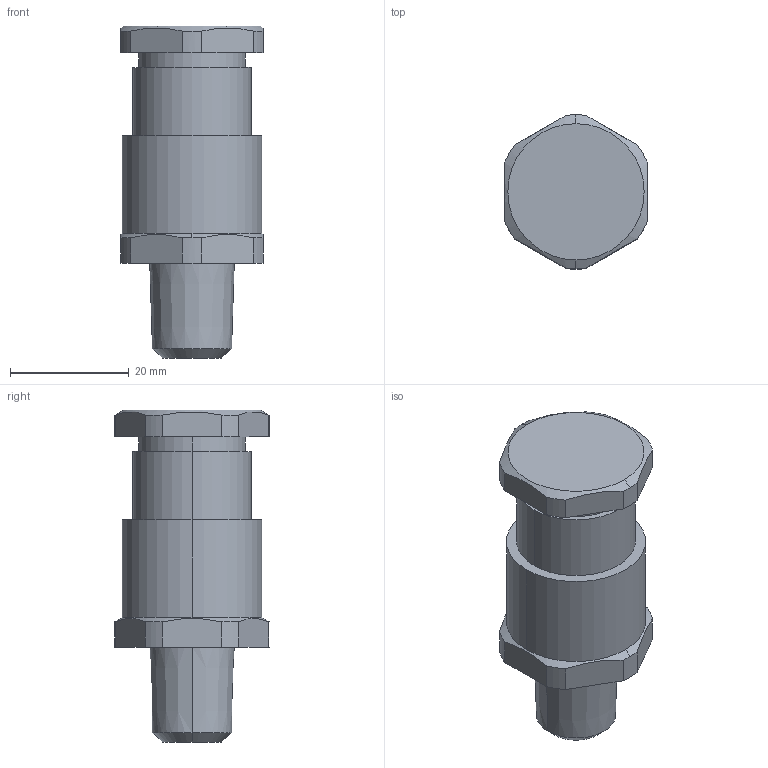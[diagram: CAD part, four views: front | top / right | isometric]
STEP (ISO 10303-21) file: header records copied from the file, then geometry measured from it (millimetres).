
FILE_DESCRIPTION (( 'STEP AP203' ), '1' );
FILE_NAME ('ﾊﾍﾂ02ﾍﾌ.STEP', '2021-05-26T14:02:34', ( '' ), ( '' ), 'SwSTEP 2.0', 'SolidWorks 2018', '' );
FILE_SCHEMA (( 'CONFIG_CONTROL_DESIGN' ));
Length unit declared in the file: millimetre
Products named in the file (1): ﾊﾍﾂ02ﾍﾌ
Bounding box: 24 x 26 x 56 mm (x, y, z)
Volume: 18354.2 mm3; surface area: 4864.7 mm2
Topology: 1 solids, 1 shells, 44 faces, 112 edges, 74 vertices
Faces by surface type: cylinder 18, plane 18, cone 8
Entity records: 1415 total; most frequent: CARTESIAN_POINT 255, DIRECTION 240, ORIENTED_EDGE 224, EDGE_CURVE 112, AXIS2_PLACEMENT_3D 95, VERTEX_POINT 74, CIRCLE 50, VECTOR 50
